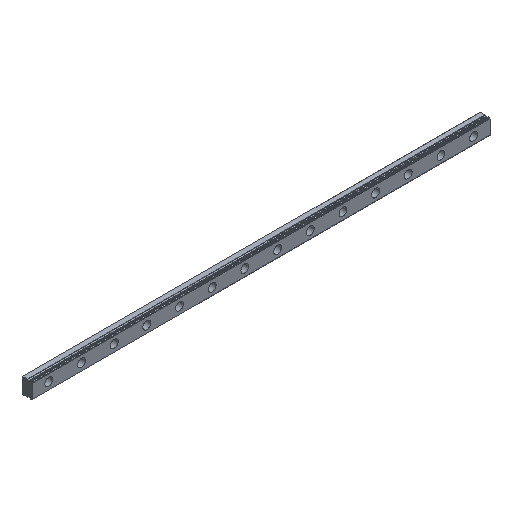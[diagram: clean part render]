
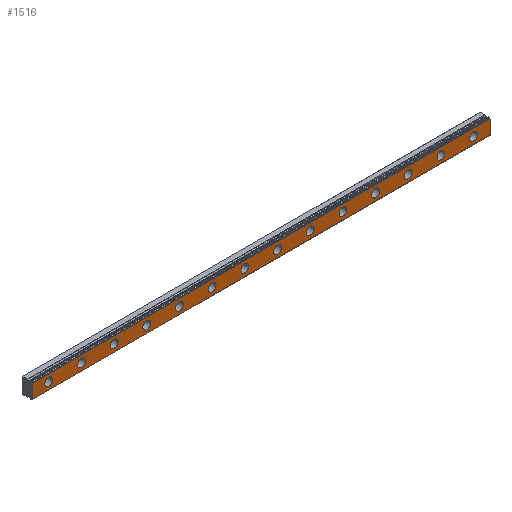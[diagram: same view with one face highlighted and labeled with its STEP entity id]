
A CAD part, isometric view. The second image highlights one B-rep face of the part: STEP entity #1516.
In plain terms, the highlighted planar face has unit normal (0, -1, 0).
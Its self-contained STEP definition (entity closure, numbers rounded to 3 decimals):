
#29=FACE_BOUND('',#199,.T.);
#30=FACE_BOUND('',#200,.T.);
#31=FACE_BOUND('',#201,.T.);
#32=FACE_BOUND('',#202,.T.);
#33=FACE_BOUND('',#203,.T.);
#34=FACE_BOUND('',#204,.T.);
#35=FACE_BOUND('',#205,.T.);
#36=FACE_BOUND('',#206,.T.);
#37=FACE_BOUND('',#207,.T.);
#38=FACE_BOUND('',#208,.T.);
#39=FACE_BOUND('',#209,.T.);
#40=FACE_BOUND('',#210,.T.);
#41=FACE_BOUND('',#211,.T.);
#42=FACE_BOUND('',#212,.T.);
#119=FACE_OUTER_BOUND('',#198,.T.);
#198=EDGE_LOOP('',(#1144,#1145,#1146,#1147));
#199=EDGE_LOOP('',(#1148));
#200=EDGE_LOOP('',(#1149));
#201=EDGE_LOOP('',(#1150));
#202=EDGE_LOOP('',(#1151));
#203=EDGE_LOOP('',(#1152));
#204=EDGE_LOOP('',(#1153));
#205=EDGE_LOOP('',(#1154));
#206=EDGE_LOOP('',(#1155));
#207=EDGE_LOOP('',(#1156));
#208=EDGE_LOOP('',(#1157));
#209=EDGE_LOOP('',(#1158));
#210=EDGE_LOOP('',(#1159));
#211=EDGE_LOOP('',(#1160));
#212=EDGE_LOOP('',(#1161));
#339=CIRCLE('',#1659,3.);
#342=CIRCLE('',#1663,3.);
#343=CIRCLE('',#1665,3.);
#344=CIRCLE('',#1666,3.);
#345=CIRCLE('',#1667,3.);
#346=CIRCLE('',#1668,3.);
#347=CIRCLE('',#1669,3.);
#348=CIRCLE('',#1670,3.);
#349=CIRCLE('',#1671,3.);
#350=CIRCLE('',#1672,3.);
#351=CIRCLE('',#1673,3.);
#352=CIRCLE('',#1674,3.);
#353=CIRCLE('',#1675,3.);
#354=CIRCLE('',#1676,3.);
#399=LINE('',#2290,#512);
#448=LINE('',#2473,#561);
#451=LINE('',#2488,#564);
#452=LINE('',#2489,#565);
#512=VECTOR('',#1802,10.);
#561=VECTOR('',#1965,1.);
#564=VECTOR('',#1982,10.);
#565=VECTOR('',#1983,10.);
#633=VERTEX_POINT('',#2287);
#634=VERTEX_POINT('',#2289);
#711=VERTEX_POINT('',#2471);
#712=VERTEX_POINT('',#2475);
#715=VERTEX_POINT('',#2483);
#716=VERTEX_POINT('',#2487);
#717=VERTEX_POINT('',#2490);
#718=VERTEX_POINT('',#2492);
#719=VERTEX_POINT('',#2494);
#720=VERTEX_POINT('',#2496);
#721=VERTEX_POINT('',#2498);
#722=VERTEX_POINT('',#2500);
#723=VERTEX_POINT('',#2502);
#724=VERTEX_POINT('',#2504);
#725=VERTEX_POINT('',#2506);
#726=VERTEX_POINT('',#2508);
#727=VERTEX_POINT('',#2510);
#728=VERTEX_POINT('',#2512);
#787=EDGE_CURVE('',#633,#634,#399,.T.);
#879=EDGE_CURVE('',#633,#711,#448,.T.);
#880=EDGE_CURVE('',#712,#712,#339,.T.);
#885=EDGE_CURVE('',#715,#715,#342,.T.);
#886=EDGE_CURVE('',#716,#711,#451,.T.);
#887=EDGE_CURVE('',#634,#716,#452,.T.);
#888=EDGE_CURVE('',#717,#717,#343,.T.);
#889=EDGE_CURVE('',#718,#718,#344,.T.);
#890=EDGE_CURVE('',#719,#719,#345,.T.);
#891=EDGE_CURVE('',#720,#720,#346,.T.);
#892=EDGE_CURVE('',#721,#721,#347,.T.);
#893=EDGE_CURVE('',#722,#722,#348,.T.);
#894=EDGE_CURVE('',#723,#723,#349,.T.);
#895=EDGE_CURVE('',#724,#724,#350,.T.);
#896=EDGE_CURVE('',#725,#725,#351,.T.);
#897=EDGE_CURVE('',#726,#726,#352,.T.);
#898=EDGE_CURVE('',#727,#727,#353,.T.);
#899=EDGE_CURVE('',#728,#728,#354,.T.);
#1144=ORIENTED_EDGE('',*,*,#879,.T.);
#1145=ORIENTED_EDGE('',*,*,#886,.F.);
#1146=ORIENTED_EDGE('',*,*,#887,.F.);
#1147=ORIENTED_EDGE('',*,*,#787,.F.);
#1148=ORIENTED_EDGE('',*,*,#880,.T.);
#1149=ORIENTED_EDGE('',*,*,#885,.T.);
#1150=ORIENTED_EDGE('',*,*,#888,.T.);
#1151=ORIENTED_EDGE('',*,*,#889,.T.);
#1152=ORIENTED_EDGE('',*,*,#890,.T.);
#1153=ORIENTED_EDGE('',*,*,#891,.T.);
#1154=ORIENTED_EDGE('',*,*,#892,.T.);
#1155=ORIENTED_EDGE('',*,*,#893,.T.);
#1156=ORIENTED_EDGE('',*,*,#894,.T.);
#1157=ORIENTED_EDGE('',*,*,#895,.T.);
#1158=ORIENTED_EDGE('',*,*,#896,.T.);
#1159=ORIENTED_EDGE('',*,*,#897,.T.);
#1160=ORIENTED_EDGE('',*,*,#898,.T.);
#1161=ORIENTED_EDGE('',*,*,#899,.T.);
#1474=PLANE('',#1664);
#1516=ADVANCED_FACE('',(#119,#29,#30,#31,#32,#33,#34,#35,#36,#37,#38,#39,
#40,#41,#42),#1474,.T.);
#1659=AXIS2_PLACEMENT_3D('',#2476,#1968,#1969);
#1663=AXIS2_PLACEMENT_3D('',#2485,#1978,#1979);
#1664=AXIS2_PLACEMENT_3D('',#2486,#1980,#1981);
#1665=AXIS2_PLACEMENT_3D('',#2491,#1984,#1985);
#1666=AXIS2_PLACEMENT_3D('',#2493,#1986,#1987);
#1667=AXIS2_PLACEMENT_3D('',#2495,#1988,#1989);
#1668=AXIS2_PLACEMENT_3D('',#2497,#1990,#1991);
#1669=AXIS2_PLACEMENT_3D('',#2499,#1992,#1993);
#1670=AXIS2_PLACEMENT_3D('',#2501,#1994,#1995);
#1671=AXIS2_PLACEMENT_3D('',#2503,#1996,#1997);
#1672=AXIS2_PLACEMENT_3D('',#2505,#1998,#1999);
#1673=AXIS2_PLACEMENT_3D('',#2507,#2000,#2001);
#1674=AXIS2_PLACEMENT_3D('',#2509,#2002,#2003);
#1675=AXIS2_PLACEMENT_3D('',#2511,#2004,#2005);
#1676=AXIS2_PLACEMENT_3D('',#2513,#2006,#2007);
#1802=DIRECTION('',(0.,0.,1.));
#1965=DIRECTION('',(1.,0.,0.));
#1968=DIRECTION('center_axis',(0.,1.,0.));
#1969=DIRECTION('ref_axis',(1.,0.,0.));
#1978=DIRECTION('center_axis',(0.,1.,0.));
#1979=DIRECTION('ref_axis',(1.,0.,0.));
#1980=DIRECTION('center_axis',(0.,-1.,0.));
#1981=DIRECTION('ref_axis',(1.,0.,0.));
#1982=DIRECTION('',(0.,0.,-1.));
#1983=DIRECTION('',(1.,0.,0.));
#1984=DIRECTION('center_axis',(0.,1.,0.));
#1985=DIRECTION('ref_axis',(1.,0.,0.));
#1986=DIRECTION('center_axis',(0.,1.,0.));
#1987=DIRECTION('ref_axis',(1.,0.,0.));
#1988=DIRECTION('center_axis',(0.,1.,0.));
#1989=DIRECTION('ref_axis',(1.,0.,0.));
#1990=DIRECTION('center_axis',(0.,1.,0.));
#1991=DIRECTION('ref_axis',(1.,0.,0.));
#1992=DIRECTION('center_axis',(0.,1.,0.));
#1993=DIRECTION('ref_axis',(1.,0.,0.));
#1994=DIRECTION('center_axis',(0.,1.,0.));
#1995=DIRECTION('ref_axis',(1.,0.,0.));
#1996=DIRECTION('center_axis',(0.,1.,0.));
#1997=DIRECTION('ref_axis',(1.,0.,0.));
#1998=DIRECTION('center_axis',(0.,1.,0.));
#1999=DIRECTION('ref_axis',(1.,0.,0.));
#2000=DIRECTION('center_axis',(0.,1.,0.));
#2001=DIRECTION('ref_axis',(1.,0.,0.));
#2002=DIRECTION('center_axis',(0.,1.,0.));
#2003=DIRECTION('ref_axis',(1.,0.,0.));
#2004=DIRECTION('center_axis',(0.,1.,0.));
#2005=DIRECTION('ref_axis',(1.,0.,0.));
#2006=DIRECTION('center_axis',(0.,1.,0.));
#2007=DIRECTION('ref_axis',(1.,0.,0.));
#2287=CARTESIAN_POINT('',(-250.5,-50.116,12.593));
#2289=CARTESIAN_POINT('',(-250.5,-50.116,23.293));
#2290=CARTESIAN_POINT('',(-250.5,-50.116,15.343));
#2471=CARTESIAN_POINT('',(99.5,-50.116,12.593));
#2473=CARTESIAN_POINT('',(-150.5,-50.116,12.593));
#2475=CARTESIAN_POINT('',(-216.,-50.116,18.093));
#2476=CARTESIAN_POINT('Origin',(-213.,-50.116,18.093));
#2483=CARTESIAN_POINT('',(-241.,-50.116,18.093));
#2485=CARTESIAN_POINT('Origin',(-238.,-50.116,18.093));
#2486=CARTESIAN_POINT('Origin',(-150.5,-50.116,12.593));
#2487=CARTESIAN_POINT('',(99.5,-50.116,23.293));
#2488=CARTESIAN_POINT('',(99.5,-50.116,15.343));
#2489=CARTESIAN_POINT('',(-150.5,-50.116,23.293));
#2490=CARTESIAN_POINT('',(59.,-50.116,18.093));
#2491=CARTESIAN_POINT('Origin',(62.,-50.116,18.093));
#2492=CARTESIAN_POINT('',(84.,-50.116,18.093));
#2493=CARTESIAN_POINT('Origin',(87.,-50.116,18.093));
#2494=CARTESIAN_POINT('',(9.,-50.116,18.093));
#2495=CARTESIAN_POINT('Origin',(12.,-50.116,18.093));
#2496=CARTESIAN_POINT('',(34.,-50.116,18.093));
#2497=CARTESIAN_POINT('Origin',(37.,-50.116,18.093));
#2498=CARTESIAN_POINT('',(-16.,-50.116,18.093));
#2499=CARTESIAN_POINT('Origin',(-13.,-50.116,18.093));
#2500=CARTESIAN_POINT('',(-41.,-50.116,18.093));
#2501=CARTESIAN_POINT('Origin',(-38.,-50.116,18.093));
#2502=CARTESIAN_POINT('',(-66.,-50.116,18.093));
#2503=CARTESIAN_POINT('Origin',(-63.,-50.116,18.093));
#2504=CARTESIAN_POINT('',(-91.,-50.116,18.093));
#2505=CARTESIAN_POINT('Origin',(-88.,-50.116,18.093));
#2506=CARTESIAN_POINT('',(-116.,-50.116,18.093));
#2507=CARTESIAN_POINT('Origin',(-113.,-50.116,18.093));
#2508=CARTESIAN_POINT('',(-141.,-50.116,18.093));
#2509=CARTESIAN_POINT('Origin',(-138.,-50.116,18.093));
#2510=CARTESIAN_POINT('',(-166.,-50.116,18.093));
#2511=CARTESIAN_POINT('Origin',(-163.,-50.116,18.093));
#2512=CARTESIAN_POINT('',(-191.,-50.116,18.093));
#2513=CARTESIAN_POINT('Origin',(-188.,-50.116,18.093));
